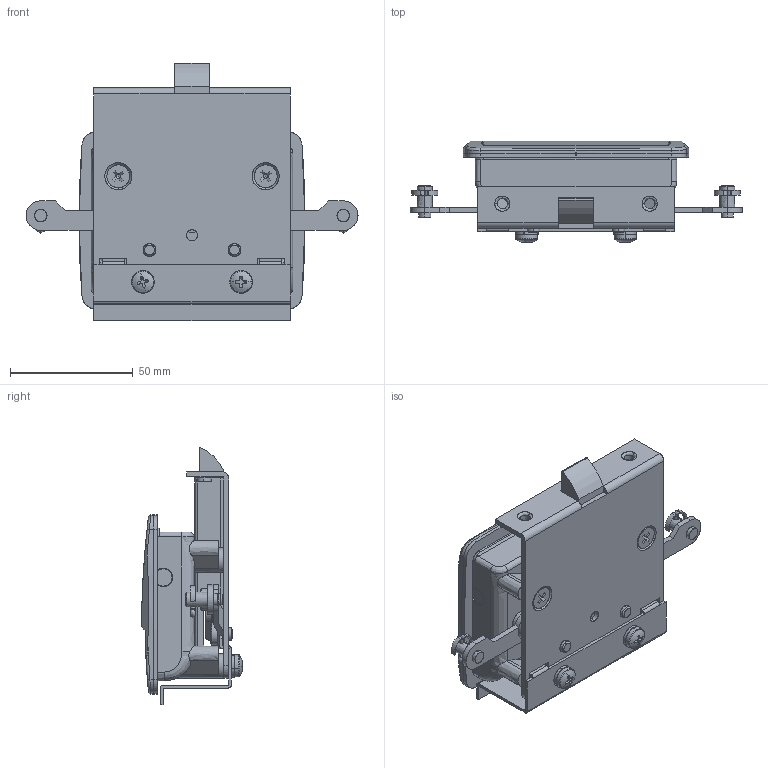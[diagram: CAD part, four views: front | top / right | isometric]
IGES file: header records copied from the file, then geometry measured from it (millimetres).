
Start section: SolidWorks IGES file using analytic representation for surfaces
Global section: file name: AP-151R-A-2-2.IGS; native system: SolidWorks 2012; preprocessor: SolidWorks 2012; author: 1337yo; date: 140709.162731; units: millimetre
Bounding box: 135.17 x 41.27 x 104.8 mm (x, y, z)
Surface area: 81601.8 mm2 (no closed solid volume)
Topology: 0 solids, 0 shells, 853 faces, 11060 edges, 11044 vertices
Faces by surface type: bspline 466, revolution 387
